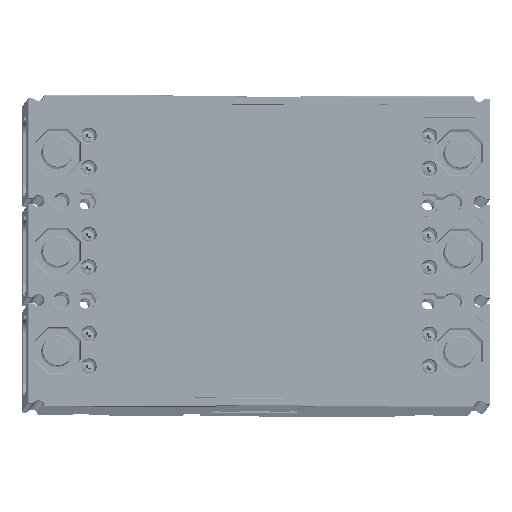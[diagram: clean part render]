
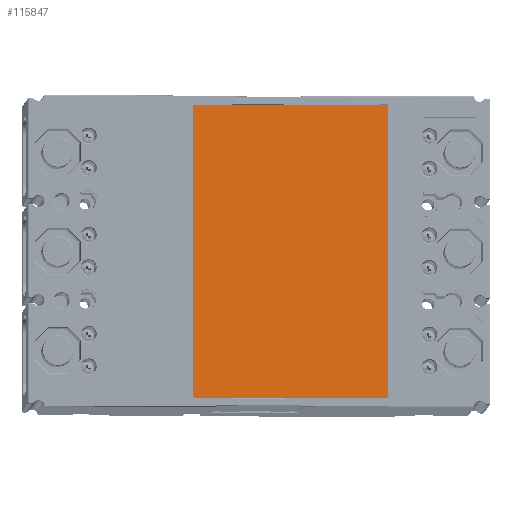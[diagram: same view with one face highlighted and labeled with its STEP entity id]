
A CAD part, front view. The second image highlights one B-rep face of the part: STEP entity #115847.
In plain terms, the highlighted face is planar.
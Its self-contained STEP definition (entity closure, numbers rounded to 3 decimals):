
#115688=CARTESIAN_POINT('',(-85.1,-0.5,-56.25));
#115689=DIRECTION('',(0.,1.,0.));
#115690=DIRECTION('',(0.,0.,-1.));
#115691=AXIS2_PLACEMENT_3D('',#115688,#115689,#115690);
#115693=DIRECTION('',(0.,0.,1.));
#115694=VECTOR('',#115693,112.5);
#115695=CARTESIAN_POINT('',(-85.6,-0.5,-56.25));
#115696=LINE('',#115695,#115694);
#115697=CARTESIAN_POINT('',(-85.1,-0.5,56.25));
#115698=DIRECTION('',(0.,1.,0.));
#115699=DIRECTION('',(-1.,0.,0.));
#115700=AXIS2_PLACEMENT_3D('',#115697,#115698,#115699);
#115702=DIRECTION('',(1.,0.,0.));
#115703=VECTOR('',#115702,170.2);
#115704=CARTESIAN_POINT('',(-85.1,-0.5,56.75));
#115705=LINE('',#115704,#115703);
#115706=CARTESIAN_POINT('',(85.1,-0.5,56.25));
#115707=DIRECTION('',(0.,1.,0.));
#115708=DIRECTION('',(0.,0.,1.));
#115709=AXIS2_PLACEMENT_3D('',#115706,#115707,#115708);
#115711=DIRECTION('',(0.,0.,-1.));
#115712=VECTOR('',#115711,112.5);
#115713=CARTESIAN_POINT('',(85.6,-0.5,56.25));
#115714=LINE('',#115713,#115712);
#115715=CARTESIAN_POINT('',(85.1,-0.5,-56.25));
#115716=DIRECTION('',(0.,1.,0.));
#115717=DIRECTION('',(1.,0.,0.));
#115718=AXIS2_PLACEMENT_3D('',#115715,#115716,#115717);
#115720=DIRECTION('',(-1.,0.,0.));
#115721=VECTOR('',#115720,170.2);
#115722=CARTESIAN_POINT('',(85.1,-0.5,-56.75));
#115723=LINE('',#115722,#115721);
#115792=CARTESIAN_POINT('',(-85.1,-0.5,-56.75));
#115793=CARTESIAN_POINT('',(-85.6,-0.5,-56.25));
#115794=VERTEX_POINT('',#115792);
#115795=VERTEX_POINT('',#115793);
#115796=CARTESIAN_POINT('',(-85.6,-0.5,56.25));
#115797=VERTEX_POINT('',#115796);
#115798=CARTESIAN_POINT('',(-85.1,-0.5,56.75));
#115799=VERTEX_POINT('',#115798);
#115800=CARTESIAN_POINT('',(85.1,-0.5,56.75));
#115801=VERTEX_POINT('',#115800);
#115802=CARTESIAN_POINT('',(85.6,-0.5,56.25));
#115803=VERTEX_POINT('',#115802);
#115804=CARTESIAN_POINT('',(85.6,-0.5,-56.25));
#115805=VERTEX_POINT('',#115804);
#115806=CARTESIAN_POINT('',(85.1,-0.5,-56.75));
#115807=VERTEX_POINT('',#115806);
#115824=CARTESIAN_POINT('',(0.,-0.5,0.));
#115825=DIRECTION('',(0.,1.,0.));
#115826=DIRECTION('',(1.,0.,0.));
#115827=AXIS2_PLACEMENT_3D('',#115824,#115825,#115826);
#115828=PLANE('',#115827);
#115830=ORIENTED_EDGE('',*,*,#115829,.T.);
#115832=ORIENTED_EDGE('',*,*,#115831,.T.);
#115834=ORIENTED_EDGE('',*,*,#115833,.T.);
#115836=ORIENTED_EDGE('',*,*,#115835,.T.);
#115838=ORIENTED_EDGE('',*,*,#115837,.T.);
#115840=ORIENTED_EDGE('',*,*,#115839,.T.);
#115842=ORIENTED_EDGE('',*,*,#115841,.T.);
#115844=ORIENTED_EDGE('',*,*,#115843,.T.);
#115845=EDGE_LOOP('',(#115830,#115832,#115834,#115836,#115838,#115840,#115842,
#115844));
#115846=FACE_OUTER_BOUND('',#115845,.F.);
#115847=ADVANCED_FACE('',(#115846),#115828,.F.);
#115692=CIRCLE('',#115691,0.5);
#115701=CIRCLE('',#115700,0.5);
#115710=CIRCLE('',#115709,0.5);
#115719=CIRCLE('',#115718,0.5);
#115829=EDGE_CURVE('',#115794,#115795,#115692,.T.);
#115831=EDGE_CURVE('',#115795,#115797,#115696,.T.);
#115833=EDGE_CURVE('',#115797,#115799,#115701,.T.);
#115835=EDGE_CURVE('',#115799,#115801,#115705,.T.);
#115837=EDGE_CURVE('',#115801,#115803,#115710,.T.);
#115839=EDGE_CURVE('',#115803,#115805,#115714,.T.);
#115841=EDGE_CURVE('',#115805,#115807,#115719,.T.);
#115843=EDGE_CURVE('',#115807,#115794,#115723,.T.);
